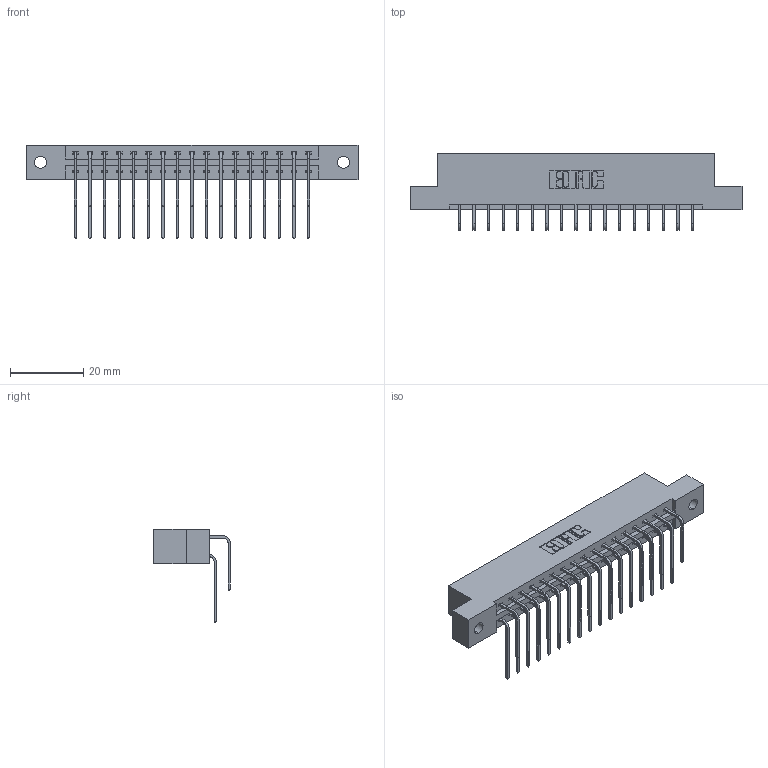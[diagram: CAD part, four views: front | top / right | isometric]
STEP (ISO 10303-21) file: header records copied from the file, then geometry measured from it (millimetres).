
FILE_DESCRIPTION (( 'STEP AP203' ), '1' );
FILE_NAME ('387-034-559-202.STEP', '2018-09-18T21:35:58', ( '' ), ( '' ), 'SwSTEP 2.0', 'SolidWorks 2016', '' );
FILE_SCHEMA (( 'CONFIG_CONTROL_DESIGN' ));
Length unit declared in the file: inch
Products named in the file (4): 337 Part_Flush Mounting Lugs - 0.128 Dia; 345-292-001_558 559 Tail - 1; 345-292-001_559 Tail - 2; 387-034-559-202
Assembly tree (35 placements, depth 2):
  387-034-559-202
    337 Part_Flush Mounting Lugs - 0.128 Dia
    345-292-001_558 559 Tail - 1  x17
    345-292-001_559 Tail - 2  x17
Bounding box: 90.37 x 20.9 x 25.53 mm (x, y, z)
Volume: 9350.9 mm3; surface area: 11040.5 mm2
Topology: 35 solids, 35 shells, 2018 faces, 5989 edges, 3946 vertices
Faces by surface type: plane 1430, cylinder 588
Entity records: 18201 total; most frequent: CARTESIAN_POINT 3133, ORIENTED_EDGE 3018, DIRECTION 2693, EDGE_CURVE 1509, VECTOR 1341, LINE 1341, VERTEX_POINT 1002, AXIS2_PLACEMENT_3D 676
